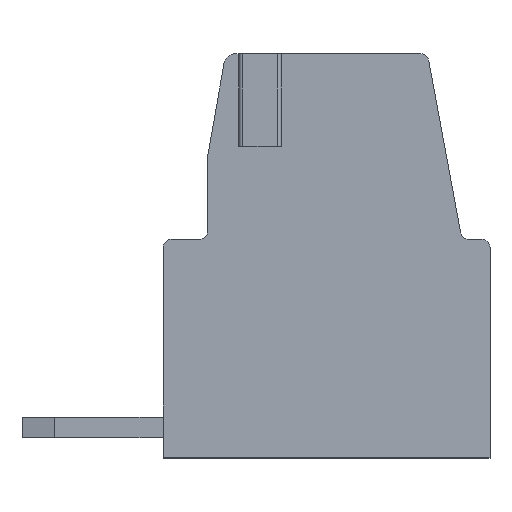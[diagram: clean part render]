
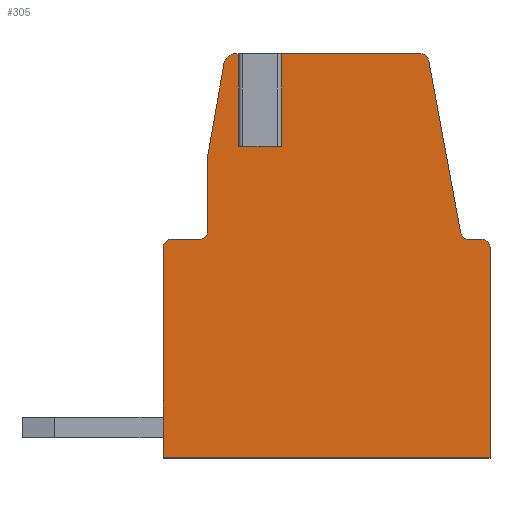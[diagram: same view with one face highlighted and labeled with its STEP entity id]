
A CAD part, top view. The second image highlights one B-rep face of the part: STEP entity #305.
In plain terms, the highlighted planar face has unit normal (0, 0, 1).
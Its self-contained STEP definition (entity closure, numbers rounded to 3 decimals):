
#305 = ADVANCED_FACE( '', ( #633 ), #634, .F. );
#633 = FACE_OUTER_BOUND( '', #980, .T. );
#634 = PLANE( '', #981 );
#980 = EDGE_LOOP( '', ( #1753, #1754, #1755, #1756, #1757, #1758, #1759, #1760, #1761, #1762, #1763, #1764, #1765, #1766, #1767, #1768, #1769, #1770, #1771 ) );
#981 = AXIS2_PLACEMENT_3D( '', #1772, #1773, #1774 );
#1753 = ORIENTED_EDGE( '', *, *, #2323, .F. );
#1754 = ORIENTED_EDGE( '', *, *, #2250, .T. );
#1755 = ORIENTED_EDGE( '', *, *, #2338, .F. );
#1756 = ORIENTED_EDGE( '', *, *, #2339, .T. );
#1757 = ORIENTED_EDGE( '', *, *, #2179, .F. );
#1758 = ORIENTED_EDGE( '', *, *, #2071, .T. );
#1759 = ORIENTED_EDGE( '', *, *, #2340, .F. );
#1760 = ORIENTED_EDGE( '', *, *, #2053, .F. );
#1761 = ORIENTED_EDGE( '', *, *, #2261, .F. );
#1762 = ORIENTED_EDGE( '', *, *, #2264, .F. );
#1763 = ORIENTED_EDGE( '', *, *, #2341, .F. );
#1764 = ORIENTED_EDGE( '', *, *, #2342, .F. );
#1765 = ORIENTED_EDGE( '', *, *, #2315, .T. );
#1766 = ORIENTED_EDGE( '', *, *, #2060, .F. );
#1767 = ORIENTED_EDGE( '', *, *, #2228, .F. );
#1768 = ORIENTED_EDGE( '', *, *, #2343, .F. );
#1769 = ORIENTED_EDGE( '', *, *, #2309, .F. );
#1770 = ORIENTED_EDGE( '', *, *, #2344, .F. );
#1771 = ORIENTED_EDGE( '', *, *, #2028, .F. );
#1772 = CARTESIAN_POINT( '', ( -13., -1., 0. ) );
#1773 = DIRECTION( '', ( 0., 0., -1. ) );
#1774 = DIRECTION( '', ( 1., 0., 0. ) );
#2028 = EDGE_CURVE( '', #2404, #2406, #2407, .T. );
#2053 = EDGE_CURVE( '', #2449, #2452, #2453, .T. );
#2060 = EDGE_CURVE( '', #2463, #2459, #2465, .T. );
#2071 = EDGE_CURVE( '', #2484, #2485, #2486, .T. );
#2179 = EDGE_CURVE( '', #2484, #2656, #2657, .T. );
#2228 = EDGE_CURVE( '', #2727, #2463, #2729, .T. );
#2250 = EDGE_CURVE( '', #2756, #2760, #2762, .T. );
#2261 = EDGE_CURVE( '', #2775, #2449, #2777, .T. );
#2264 = EDGE_CURVE( '', #2780, #2775, #2782, .T. );
#2309 = EDGE_CURVE( '', #2839, #2841, #2842, .T. );
#2315 = EDGE_CURVE( '', #2847, #2459, #2849, .T. );
#2323 = EDGE_CURVE( '', #2756, #2404, #2858, .T. );
#2338 = EDGE_CURVE( '', #2876, #2760, #2877, .T. );
#2339 = EDGE_CURVE( '', #2876, #2656, #2878, .T. );
#2340 = EDGE_CURVE( '', #2452, #2485, #2879, .T. );
#2341 = EDGE_CURVE( '', #2880, #2780, #2881, .T. );
#2342 = EDGE_CURVE( '', #2847, #2880, #2882, .T. );
#2343 = EDGE_CURVE( '', #2841, #2727, #2883, .T. );
#2344 = EDGE_CURVE( '', #2406, #2839, #2884, .T. );
#2404 = VERTEX_POINT( '', #2955 );
#2406 = VERTEX_POINT( '', #2958 );
#2407 = CIRCLE( '', #2959, 0.2 );
#2449 = VERTEX_POINT( '', #3014 );
#2452 = VERTEX_POINT( '', #3018 );
#2453 = CIRCLE( '', #3019, 0.3 );
#2459 = VERTEX_POINT( '', #3026 );
#2463 = VERTEX_POINT( '', #3032 );
#2465 = LINE( '', #3035, #3036 );
#2484 = VERTEX_POINT( '', #3063 );
#2485 = VERTEX_POINT( '', #3064 );
#2486 = LINE( '', #3065, #3066 );
#2656 = VERTEX_POINT( '', #3307 );
#2657 = LINE( '', #3308, #3309 );
#2727 = VERTEX_POINT( '', #3409 );
#2729 = LINE( '', #3412, #3413 );
#2756 = VERTEX_POINT( '', #3455 );
#2760 = VERTEX_POINT( '', #3460 );
#2762 = CIRCLE( '', #3463, 0.2 );
#2775 = VERTEX_POINT( '', #3482 );
#2777 = LINE( '', #3485, #3486 );
#2780 = VERTEX_POINT( '', #3489 );
#2782 = LINE( '', #3492, #3493 );
#2839 = VERTEX_POINT( '', #3576 );
#2841 = VERTEX_POINT( '', #3579 );
#2842 = CIRCLE( '', #3580, 0.2 );
#2847 = VERTEX_POINT( '', #3586 );
#2849 = CIRCLE( '', #3589, 0.2 );
#2858 = LINE( '', #3602, #3603 );
#2876 = VERTEX_POINT( '', #3626 );
#2877 = LINE( '', #3627, #3628 );
#2878 = LINE( '', #3629, #3630 );
#2879 = LINE( '', #3631, #3632 );
#2880 = VERTEX_POINT( '', #3633 );
#2881 = CIRCLE( '', #3634, 0.2 );
#2882 = LINE( '', #3635, #3636 );
#2883 = LINE( '', #3637, #3638 );
#2884 = LINE( '', #3639, #3640 );
#2955 = CARTESIAN_POINT( '', ( -0.728, 5.564, 0. ) );
#2958 = CARTESIAN_POINT( '', ( -0.531, 5.4, 0. ) );
#2959 = AXIS2_PLACEMENT_3D( '', #3704, #3705, #3706 );
#3014 = CARTESIAN_POINT( '', ( -6.594, 9.752, 0. ) );
#3018 = CARTESIAN_POINT( '', ( -6.298, 10., 0. ) );
#3019 = AXIS2_PLACEMENT_3D( '', #3739, #3740, #3741 );
#3026 = CARTESIAN_POINT( '', ( -8.1, 5.2, 0. ) );
#3032 = CARTESIAN_POINT( '', ( -8.1, 0., 0. ) );
#3035 = CARTESIAN_POINT( '', ( -8.1, -18.438, 0. ) );
#3036 = VECTOR( '', #3749, 1000. );
#3063 = CARTESIAN_POINT( '', ( -5.954, 7.7, 0. ) );
#3064 = CARTESIAN_POINT( '', ( -5.954, 10., 0. ) );
#3065 = CARTESIAN_POINT( '', ( -5.954, -18.438, 0. ) );
#3066 = VECTOR( '', #3758, 1000. );
#3307 = CARTESIAN_POINT( '', ( -5.446, 7.7, 0. ) );
#3308 = CARTESIAN_POINT( '', ( -16.414, 7.7, 0. ) );
#3309 = VECTOR( '', #3863, 1000. );
#3409 = CARTESIAN_POINT( '', ( 0., 0., 0. ) );
#3412 = CARTESIAN_POINT( '', ( -16.414, 0., 0. ) );
#3413 = VECTOR( '', #3907, 1000. );
#3455 = CARTESIAN_POINT( '', ( -1.52, 9.836, 0. ) );
#3460 = CARTESIAN_POINT( '', ( -1.716, 10., 0. ) );
#3463 = AXIS2_PLACEMENT_3D( '', #3928, #3929, #3930 );
#3482 = CARTESIAN_POINT( '', ( -7., 7.448, 0. ) );
#3485 = CARTESIAN_POINT( '', ( -11.564, -18.438, 0. ) );
#3486 = VECTOR( '', #3938, 1000. );
#3489 = CARTESIAN_POINT( '', ( -7., 5.6, 0. ) );
#3492 = CARTESIAN_POINT( '', ( -7., -18.438, 0. ) );
#3493 = VECTOR( '', #3940, 1000. );
#3576 = CARTESIAN_POINT( '', ( -0.2, 5.4, 0. ) );
#3579 = CARTESIAN_POINT( '', ( 0., 5.2, 0. ) );
#3580 = AXIS2_PLACEMENT_3D( '', #3986, #3987, #3988 );
#3586 = CARTESIAN_POINT( '', ( -7.9, 5.4, 0. ) );
#3589 = AXIS2_PLACEMENT_3D( '', #3991, #3992, #3993 );
#3602 = CARTESIAN_POINT( '', ( 3.721, -18.438, 0. ) );
#3603 = VECTOR( '', #3998, 1000. );
#3626 = CARTESIAN_POINT( '', ( -5.446, 10., 0. ) );
#3627 = CARTESIAN_POINT( '', ( -16.414, 10., 0. ) );
#3628 = VECTOR( '', #4013, 1000. );
#3629 = CARTESIAN_POINT( '', ( -5.446, -18.438, 0. ) );
#3630 = VECTOR( '', #4014, 1000. );
#3631 = CARTESIAN_POINT( '', ( -16.414, 10., 0. ) );
#3632 = VECTOR( '', #4015, 1000. );
#3633 = CARTESIAN_POINT( '', ( -7.2, 5.4, 0. ) );
#3634 = AXIS2_PLACEMENT_3D( '', #4016, #4017, #4018 );
#3635 = CARTESIAN_POINT( '', ( -16.414, 5.4, 0. ) );
#3636 = VECTOR( '', #4019, 1000. );
#3637 = CARTESIAN_POINT( '', ( 0., -18.438, 0. ) );
#3638 = VECTOR( '', #4020, 1000. );
#3639 = CARTESIAN_POINT( '', ( -16.414, 5.4, 0. ) );
#3640 = VECTOR( '', #4021, 1000. );
#3704 = CARTESIAN_POINT( '', ( -0.531, 5.6, 0. ) );
#3705 = DIRECTION( '', ( 0., 0., 1. ) );
#3706 = DIRECTION( '', ( 1., 0., 0. ) );
#3739 = CARTESIAN_POINT( '', ( -6.298, 9.7, 0. ) );
#3740 = DIRECTION( '', ( 0., 0., -1. ) );
#3741 = DIRECTION( '', ( -1., 0., 0. ) );
#3749 = DIRECTION( '', ( 0., 1., 0. ) );
#3758 = DIRECTION( '', ( 0., 1., 0. ) );
#3863 = DIRECTION( '', ( 1., 0., 0. ) );
#3907 = DIRECTION( '', ( -1., 0., 0. ) );
#3928 = CARTESIAN_POINT( '', ( -1.716, 9.8, 0. ) );
#3929 = DIRECTION( '', ( 0., 0., 1. ) );
#3930 = DIRECTION( '', ( 1., 0., 0. ) );
#3938 = DIRECTION( '', ( 0.174, 0.985, 0. ) );
#3940 = DIRECTION( '', ( 0., 1., 0. ) );
#3986 = CARTESIAN_POINT( '', ( -0.2, 5.2, 0. ) );
#3987 = DIRECTION( '', ( 0., 0., -1. ) );
#3988 = DIRECTION( '', ( -1., 0., 0. ) );
#3991 = CARTESIAN_POINT( '', ( -7.9, 5.2, 0. ) );
#3992 = DIRECTION( '', ( 0., 0., 1. ) );
#3993 = DIRECTION( '', ( 1., 0., 0. ) );
#3998 = DIRECTION( '', ( 0.182, -0.983, 0. ) );
#4013 = DIRECTION( '', ( 1., 0., 0. ) );
#4014 = DIRECTION( '', ( 0., -1., 0. ) );
#4015 = DIRECTION( '', ( 1., 0., 0. ) );
#4016 = CARTESIAN_POINT( '', ( -7.2, 5.6, 0. ) );
#4017 = DIRECTION( '', ( 0., 0., 1. ) );
#4018 = DIRECTION( '', ( 1., 0., 0. ) );
#4019 = DIRECTION( '', ( 1., 0., 0. ) );
#4020 = DIRECTION( '', ( 0., -1., 0. ) );
#4021 = DIRECTION( '', ( 1., 0., 0. ) );
